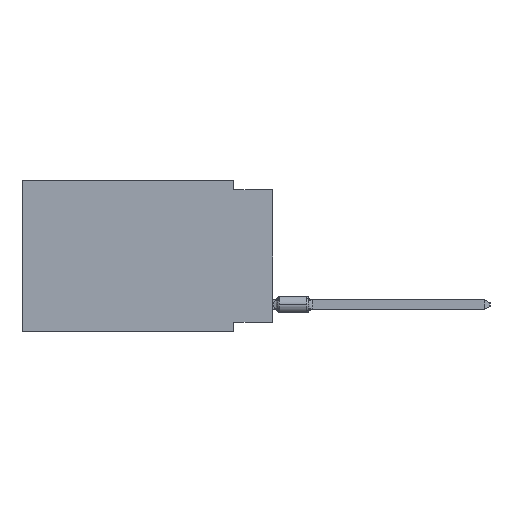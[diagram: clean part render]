
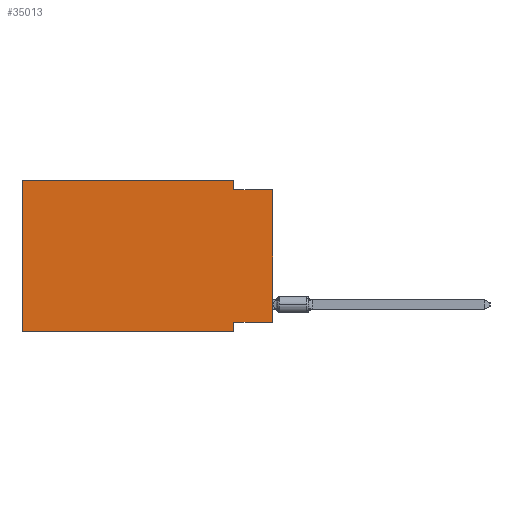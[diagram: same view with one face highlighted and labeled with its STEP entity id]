
A CAD part, left-side view. The second image highlights one B-rep face of the part: STEP entity #35013.
In plain terms, the highlighted planar face has unit normal (-1, 0, 0).
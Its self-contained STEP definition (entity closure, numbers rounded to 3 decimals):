
#487 = LINE ( 'NONE', #30342, #15054 ) ;
#2096 = VECTOR ( 'NONE', #4069, 1000. ) ;
#2743 = EDGE_CURVE ( 'NONE', #35573, #22231, #487, .T. ) ;
#4069 = DIRECTION ( 'NONE',  ( 0., -1., 0. ) ) ;
#4608 = VERTEX_POINT ( 'NONE', #48363 ) ;
#4611 = VECTOR ( 'NONE', #29267, 1000. ) ;
#5147 = CARTESIAN_POINT ( 'NONE',  ( 0., 2.54, -9.906 ) ) ;
#6718 = EDGE_CURVE ( 'NONE', #35573, #33977, #39947, .T. ) ;
#8509 = EDGE_CURVE ( 'NONE', #9138, #21869, #40800, .T. ) ;
#9138 = VERTEX_POINT ( 'NONE', #23052 ) ;
#9299 = ORIENTED_EDGE ( 'NONE', *, *, #13854, .T. ) ;
#10224 = CARTESIAN_POINT ( 'NONE',  ( 0., 0., -0.635 ) ) ;
#12211 = CARTESIAN_POINT ( 'NONE',  ( 0., 0., -9.271 ) ) ;
#13806 = EDGE_LOOP ( 'NONE', ( #25782, #35853, #14185, #44147, #17057, #9299, #25759, #28252 ) ) ;
#13854 = EDGE_CURVE ( 'NONE', #9138, #4608, #40062, .T. ) ;
#14185 = ORIENTED_EDGE ( 'NONE', *, *, #14458, .F. ) ;
#14458 = EDGE_CURVE ( 'NONE', #36702, #39319, #42124, .T. ) ;
#15054 = VECTOR ( 'NONE', #23248, 1000. ) ;
#15781 = CARTESIAN_POINT ( 'NONE',  ( 0., 2.54, -9.271 ) ) ;
#17057 = ORIENTED_EDGE ( 'NONE', *, *, #8509, .F. ) ;
#17549 = DIRECTION ( 'NONE',  ( 0., -1., 0. ) ) ;
#19130 = CARTESIAN_POINT ( 'NONE',  ( 0., 0., -0.635 ) ) ;
#19608 = CARTESIAN_POINT ( 'NONE',  ( 0., 2.54, 0. ) ) ;
#20102 = DIRECTION ( 'NONE',  ( 0., 0., -1. ) ) ;
#20415 = AXIS2_PLACEMENT_3D ( 'NONE', #39772, #28735, #21652 ) ;
#21652 = DIRECTION ( 'NONE',  ( 0., 0., -1. ) ) ;
#21719 = EDGE_CURVE ( 'NONE', #21869, #36702, #34876, .T. ) ;
#21832 = DIRECTION ( 'NONE',  ( 0., 0., 1. ) ) ;
#21869 = VERTEX_POINT ( 'NONE', #47106 ) ;
#22231 = VERTEX_POINT ( 'NONE', #15781 ) ;
#22799 = DIRECTION ( 'NONE',  ( 0., 0., -1. ) ) ;
#23052 = CARTESIAN_POINT ( 'NONE',  ( 0., 16.383, -9.906 ) ) ;
#23237 = CARTESIAN_POINT ( 'NONE',  ( 0., 2.54, -0.635 ) ) ;
#23248 = DIRECTION ( 'NONE',  ( 0., 1., 0. ) ) ;
#23701 = VECTOR ( 'NONE', #20102, 1000. ) ;
#25759 = ORIENTED_EDGE ( 'NONE', *, *, #38020, .F. ) ;
#25782 = ORIENTED_EDGE ( 'NONE', *, *, #6718, .T. ) ;
#26471 = CARTESIAN_POINT ( 'NONE',  ( 0., 2.54, 0. ) ) ;
#26696 = VECTOR ( 'NONE', #47194, 1000. ) ;
#28252 = ORIENTED_EDGE ( 'NONE', *, *, #2743, .F. ) ;
#28735 = DIRECTION ( 'NONE',  ( 1., 0., 0. ) ) ;
#29267 = DIRECTION ( 'NONE',  ( 0., 0., 1. ) ) ;
#29473 = FACE_OUTER_BOUND ( 'NONE', #13806, .T. ) ;
#29654 = CARTESIAN_POINT ( 'NONE',  ( 0., 0., 0. ) ) ;
#30342 = CARTESIAN_POINT ( 'NONE',  ( 0., 0., -9.271 ) ) ;
#31404 = VECTOR ( 'NONE', #17549, 1000. ) ;
#32990 = LINE ( 'NONE', #10224, #26696 ) ;
#33977 = VERTEX_POINT ( 'NONE', #19130 ) ;
#34876 = LINE ( 'NONE', #45195, #2096 ) ;
#35013 = ADVANCED_FACE ( 'NONE', ( #29473 ), #47337, .F. ) ;
#35573 = VERTEX_POINT ( 'NONE', #12211 ) ;
#35853 = ORIENTED_EDGE ( 'NONE', *, *, #48096, .F. ) ;
#36702 = VERTEX_POINT ( 'NONE', #26471 ) ;
#36926 = VECTOR ( 'NONE', #22799, 1000. ) ;
#37294 = VECTOR ( 'NONE', #21832, 1000. ) ;
#38020 = EDGE_CURVE ( 'NONE', #22231, #4608, #46277, .T. ) ;
#39319 = VERTEX_POINT ( 'NONE', #23237 ) ;
#39772 = CARTESIAN_POINT ( 'NONE',  ( 0., 16.383, 0. ) ) ;
#39815 = CARTESIAN_POINT ( 'NONE',  ( 0., 16.383, -9.906 ) ) ;
#39947 = LINE ( 'NONE', #29654, #37294 ) ;
#40062 = LINE ( 'NONE', #39815, #31404 ) ;
#40800 = LINE ( 'NONE', #43975, #4611 ) ;
#42124 = LINE ( 'NONE', #19608, #36926 ) ;
#43975 = CARTESIAN_POINT ( 'NONE',  ( 0., 16.383, 0. ) ) ;
#44147 = ORIENTED_EDGE ( 'NONE', *, *, #21719, .F. ) ;
#45195 = CARTESIAN_POINT ( 'NONE',  ( 0., 16.383, 0. ) ) ;
#46277 = LINE ( 'NONE', #5147, #23701 ) ;
#47106 = CARTESIAN_POINT ( 'NONE',  ( 0., 16.383, 0. ) ) ;
#47194 = DIRECTION ( 'NONE',  ( 0., -1., 0. ) ) ;
#47337 = PLANE ( 'NONE',  #20415 ) ;
#48096 = EDGE_CURVE ( 'NONE', #39319, #33977, #32990, .T. ) ;
#48363 = CARTESIAN_POINT ( 'NONE',  ( 0., 2.54, -9.906 ) ) ;
